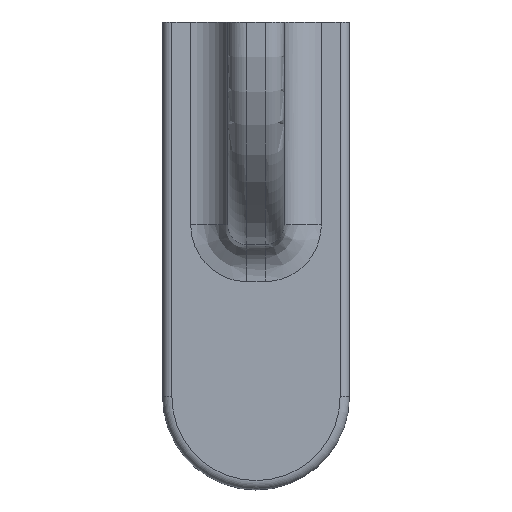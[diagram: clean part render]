
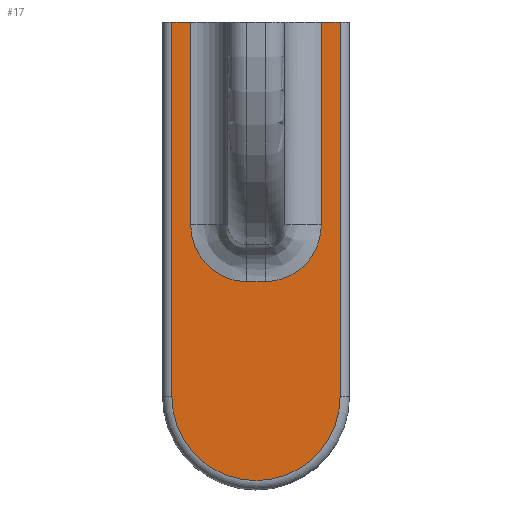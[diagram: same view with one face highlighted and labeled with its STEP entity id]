
A CAD part, top view. The second image highlights one B-rep face of the part: STEP entity #17.
In plain terms, the highlighted planar face has unit normal (0, 0, 1).
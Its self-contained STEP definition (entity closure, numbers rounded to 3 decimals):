
#17 = ADVANCED_FACE('',(#18),#131,.T.);
#18 = FACE_BOUND('',#19,.T.);
#19 = EDGE_LOOP('',(#20,#30,#38,#47,#55,#63,#71,#94,#102,#125));
#20 = ORIENTED_EDGE('',*,*,#21,.T.);
#21 = EDGE_CURVE('',#22,#24,#26,.T.);
#22 = VERTEX_POINT('',#23);
#23 = CARTESIAN_POINT('',(-3.5,20.,2.));
#24 = VERTEX_POINT('',#25);
#25 = CARTESIAN_POINT('',(-4.5,20.,2.));
#26 = LINE('',#27,#28);
#27 = CARTESIAN_POINT('',(5.,20.,2.));
#28 = VECTOR('',#29,1.);
#29 = DIRECTION('',(-1.,0.,0.));
#30 = ORIENTED_EDGE('',*,*,#31,.T.);
#31 = EDGE_CURVE('',#24,#32,#34,.T.);
#32 = VERTEX_POINT('',#33);
#33 = CARTESIAN_POINT('',(-4.5,0.,2.));
#34 = LINE('',#35,#36);
#35 = CARTESIAN_POINT('',(-4.5,20.,2.));
#36 = VECTOR('',#37,1.);
#37 = DIRECTION('',(0.,-1.,0.));
#38 = ORIENTED_EDGE('',*,*,#39,.T.);
#39 = EDGE_CURVE('',#32,#40,#42,.T.);
#40 = VERTEX_POINT('',#41);
#41 = CARTESIAN_POINT('',(4.5,0.,2.));
#42 = CIRCLE('',#43,4.5);
#43 = AXIS2_PLACEMENT_3D('',#44,#45,#46);
#44 = CARTESIAN_POINT('',(0.,0.,2.));
#45 = DIRECTION('',(0.,0.,1.));
#46 = DIRECTION('',(-1.,0.,0.));
#47 = ORIENTED_EDGE('',*,*,#48,.T.);
#48 = EDGE_CURVE('',#40,#49,#51,.T.);
#49 = VERTEX_POINT('',#50);
#50 = CARTESIAN_POINT('',(4.5,20.,2.));
#51 = LINE('',#52,#53);
#52 = CARTESIAN_POINT('',(4.5,0.,2.));
#53 = VECTOR('',#54,1.);
#54 = DIRECTION('',(0.,1.,0.));
#55 = ORIENTED_EDGE('',*,*,#56,.T.);
#56 = EDGE_CURVE('',#49,#57,#59,.T.);
#57 = VERTEX_POINT('',#58);
#58 = CARTESIAN_POINT('',(3.5,20.,2.));
#59 = LINE('',#60,#61);
#60 = CARTESIAN_POINT('',(5.,20.,2.));
#61 = VECTOR('',#62,1.);
#62 = DIRECTION('',(-1.,0.,0.));
#63 = ORIENTED_EDGE('',*,*,#64,.F.);
#64 = EDGE_CURVE('',#65,#57,#67,.T.);
#65 = VERTEX_POINT('',#66);
#66 = CARTESIAN_POINT('',(3.5,9.183,2.));
#67 = LINE('',#68,#69);
#68 = CARTESIAN_POINT('',(3.5,9.,2.));
#69 = VECTOR('',#70,1.);
#70 = DIRECTION('',(0.,1.,0.));
#71 = ORIENTED_EDGE('',*,*,#72,.F.);
#72 = EDGE_CURVE('',#73,#65,#75,.T.);
#73 = VERTEX_POINT('',#74);
#74 = CARTESIAN_POINT('',(0.5,6.144,2.));
#75 = ( BOUNDED_CURVE() B_SPLINE_CURVE(9,(#76,#77,#78,#79,#80,#81,#82,
    #83,#84,#85,#86,#87,#88,#89,#90,#91,#92,#93),.UNSPECIFIED.,.F.,.F.) 
B_SPLINE_CURVE_WITH_KNOTS((10,8,10),(13.571,15.142,
15.325),.UNSPECIFIED.) CURVE() GEOMETRIC_REPRESENTATION_ITEM() 
RATIONAL_B_SPLINE_CURVE((1.,1.,1.,1.,1.,1.,1.,1.,1.,1.,1.,1.,1.,1.,1.,1.
,1.,1.)) REPRESENTATION_ITEM('') );
#76 = CARTESIAN_POINT('',(0.5,6.144,2.));
#77 = CARTESIAN_POINT('',(0.999,6.144,2.));
#78 = CARTESIAN_POINT('',(1.497,6.238,2.));
#79 = CARTESIAN_POINT('',(1.975,6.427,2.));
#80 = CARTESIAN_POINT('',(2.417,6.705,2.));
#81 = CARTESIAN_POINT('',(2.796,7.068,2.));
#82 = CARTESIAN_POINT('',(3.105,7.488,2.));
#83 = CARTESIAN_POINT('',(3.334,7.974,2.));
#84 = CARTESIAN_POINT('',(3.452,8.495,2.));
#85 = CARTESIAN_POINT('',(3.488,9.036,2.));
#86 = CARTESIAN_POINT('',(3.491,9.045,2.));
#87 = CARTESIAN_POINT('',(3.494,9.061,2.));
#88 = CARTESIAN_POINT('',(3.496,9.081,2.));
#89 = CARTESIAN_POINT('',(3.497,9.102,2.));
#90 = CARTESIAN_POINT('',(3.499,9.122,2.));
#91 = CARTESIAN_POINT('',(3.5,9.143,2.));
#92 = CARTESIAN_POINT('',(3.5,9.163,2.));
#93 = CARTESIAN_POINT('',(3.5,9.183,2.));
#94 = ORIENTED_EDGE('',*,*,#95,.F.);
#95 = EDGE_CURVE('',#96,#73,#98,.T.);
#96 = VERTEX_POINT('',#97);
#97 = CARTESIAN_POINT('',(-0.5,6.144,2.));
#98 = LINE('',#99,#100);
#99 = CARTESIAN_POINT('',(-0.5,6.144,2.));
#100 = VECTOR('',#101,1.);
#101 = DIRECTION('',(1.,0.,0.));
#102 = ORIENTED_EDGE('',*,*,#103,.F.);
#103 = EDGE_CURVE('',#104,#96,#106,.T.);
#104 = VERTEX_POINT('',#105);
#105 = CARTESIAN_POINT('',(-3.5,9.183,2.));
#106 = ( BOUNDED_CURVE() B_SPLINE_CURVE(9,(#107,#108,#109,#110,#111,#112
    ,#113,#114,#115,#116,#117,#118,#119,#120,#121,#122,#123,#124),
.UNSPECIFIED.,.F.,.F.) B_SPLINE_CURVE_WITH_KNOTS((10,8,10),(
    10.817,11.,12.571),.UNSPECIFIED.) 
CURVE() GEOMETRIC_REPRESENTATION_ITEM() RATIONAL_B_SPLINE_CURVE((1.,1.,
    1.,1.,1.,1.,1.,1.,1.,1.,1.,1.,1.,1.,1.,1.,1.,1.)) 
REPRESENTATION_ITEM('') );
#107 = CARTESIAN_POINT('',(-3.5,9.183,2.));
#108 = CARTESIAN_POINT('',(-3.5,9.163,2.));
#109 = CARTESIAN_POINT('',(-3.5,9.143,2.));
#110 = CARTESIAN_POINT('',(-3.499,9.122,2.));
#111 = CARTESIAN_POINT('',(-3.497,9.102,2.));
#112 = CARTESIAN_POINT('',(-3.496,9.081,2.));
#113 = CARTESIAN_POINT('',(-3.494,9.061,2.));
#114 = CARTESIAN_POINT('',(-3.491,9.045,2.));
#115 = CARTESIAN_POINT('',(-3.488,9.036,2.));
#116 = CARTESIAN_POINT('',(-3.452,8.495,2.));
#117 = CARTESIAN_POINT('',(-3.334,7.974,2.));
#118 = CARTESIAN_POINT('',(-3.105,7.488,2.));
#119 = CARTESIAN_POINT('',(-2.796,7.068,2.));
#120 = CARTESIAN_POINT('',(-2.417,6.705,2.));
#121 = CARTESIAN_POINT('',(-1.975,6.427,2.));
#122 = CARTESIAN_POINT('',(-1.497,6.238,2.));
#123 = CARTESIAN_POINT('',(-0.999,6.144,2.));
#124 = CARTESIAN_POINT('',(-0.5,6.144,2.));
#125 = ORIENTED_EDGE('',*,*,#126,.F.);
#126 = EDGE_CURVE('',#22,#104,#127,.T.);
#127 = LINE('',#128,#129);
#128 = CARTESIAN_POINT('',(-3.5,20.,2.));
#129 = VECTOR('',#130,1.);
#130 = DIRECTION('',(-0.,-1.,-0.));
#131 = PLANE('',#132);
#132 = AXIS2_PLACEMENT_3D('',#133,#134,#135);
#133 = CARTESIAN_POINT('',(0.,8.565,2.));
#134 = DIRECTION('',(0.,0.,1.));
#135 = DIRECTION('',(1.,0.,0.));
